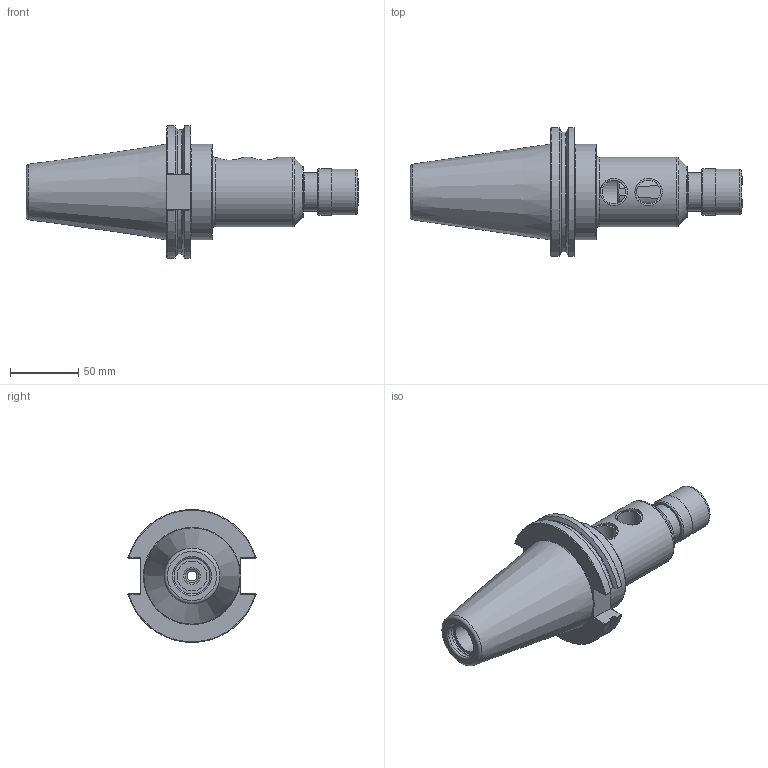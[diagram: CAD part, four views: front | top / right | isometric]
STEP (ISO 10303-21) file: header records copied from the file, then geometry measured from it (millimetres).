
FILE_DESCRIPTION(/* description */ (''),/* implementation_level */ '2;1');
FILE_NAME(/* name */ 'DCAT50-RT1-0557.stp',/* time_stamp */ '2019-08-02T12:27:39-05:00',/* author */ ('ldfli'),/* organization */ (''),/* preprocessor_version */ 'ST-DEVELOPER v18',/* originating_system */ 'Autodesk Inventor LT',/* authorisation */ '');
FILE_SCHEMA (('AUTOMOTIVE_DESIGN { 1 0 10303 214 3 1 1 }'));
Length unit declared in the file: millimetre
Products named in the file (1): DCAT50-RT1-0557
Bounding box: 243.22 x 93.8 x 97.14 mm (x, y, z)
Volume: 504213.3 mm3; surface area: 81199.4 mm2
Topology: 2 solids, 3 shells, 141 faces, 425 edges, 301 vertices
Faces by surface type: plane 54, cylinder 35, cone 28, torus 24
Full cylindrical faces by diameter (mm): 7 x1, 10 x2, 17.323 x2, 19 x1, 19.4 x1, 20 x2, 21.971 x1, 24.4 x1, 24.6 x1, 25 x4, 25.4 x2, 26.2 x1, 26.4 x1, 26.7 x1, 28 x2, 28.6 x1, 28.9 x1, 33.5 x1, 34 x1, 50.8 x1, 69.849 x1
Entity records: 5203 total; most frequent: CARTESIAN_POINT 1184, DIRECTION 884, ORIENTED_EDGE 850, EDGE_CURVE 425, AXIS2_PLACEMENT_3D 377, VERTEX_POINT 301, CIRCLE 232, EDGE_LOOP 162
